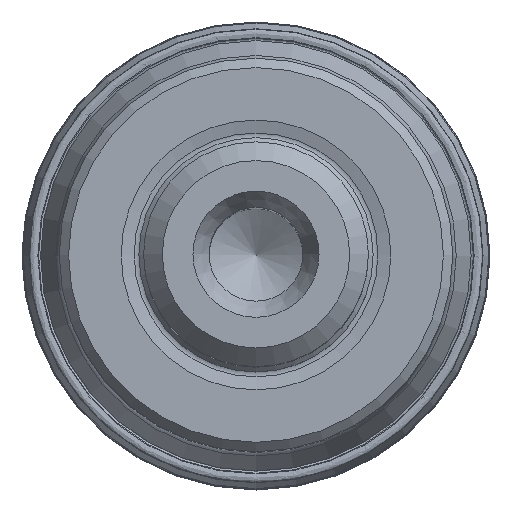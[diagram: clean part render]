
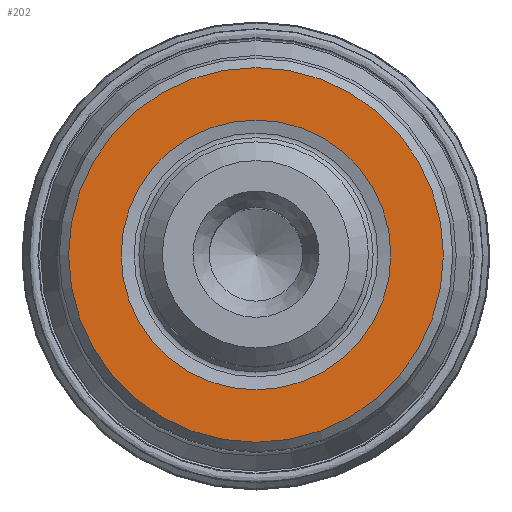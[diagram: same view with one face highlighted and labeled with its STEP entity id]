
A CAD part, top view. The second image highlights one B-rep face of the part: STEP entity #202.
In plain terms, the highlighted planar face has unit normal (0, 0, 1).
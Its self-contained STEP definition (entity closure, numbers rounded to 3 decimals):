
#202=ADVANCED_FACE('',(#277,#278),#260,.F.);
#260=PLANE('',#861);
#277=FACE_BOUND('',#407,.T.);
#278=FACE_BOUND('',#408,.T.);
#407=EDGE_LOOP('',(#535));
#408=EDGE_LOOP('',(#536));
#535=ORIENTED_EDGE('',*,*,#723,.T.);
#536=ORIENTED_EDGE('',*,*,#722,.F.);
#656=VERTEX_POINT('',#1182);
#657=VERTEX_POINT('',#1185);
#722=EDGE_CURVE('',#656,#656,#786,.T.);
#723=EDGE_CURVE('',#657,#657,#787,.T.);
#786=CIRCLE('',#858,7.199);
#787=CIRCLE('',#860,10.);
#858=AXIS2_PLACEMENT_3D('',#1181,#967,#968);
#860=AXIS2_PLACEMENT_3D('',#1184,#971,#972);
#861=AXIS2_PLACEMENT_3D('',#1186,#973,#974);
#967=DIRECTION('',(0.,0.,1.));
#968=DIRECTION('',(1.,0.,0.));
#971=DIRECTION('',(0.,0.,1.));
#972=DIRECTION('',(-1.,0.,0.));
#973=DIRECTION('',(0.,0.,-1.));
#974=DIRECTION('',(-1.,0.,0.));
#1181=CARTESIAN_POINT('',(0.,0.,0.));
#1182=CARTESIAN_POINT('',(7.199,0.,0.));
#1184=CARTESIAN_POINT('',(0.,0.,0.));
#1185=CARTESIAN_POINT('',(-10.,0.,0.));
#1186=CARTESIAN_POINT('',(10.5,0.,0.));
